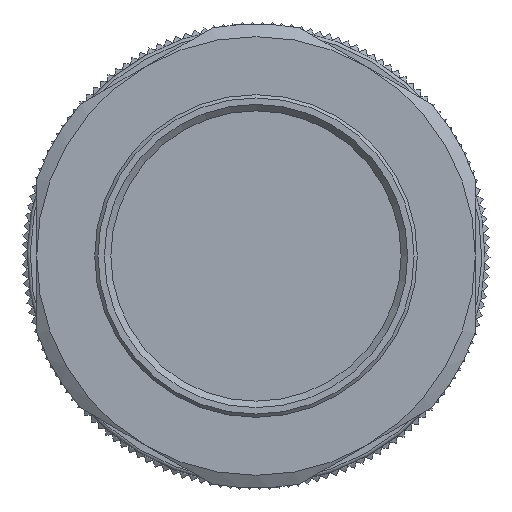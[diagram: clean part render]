
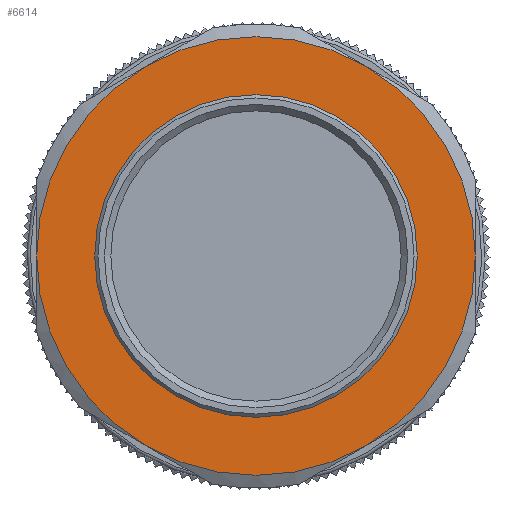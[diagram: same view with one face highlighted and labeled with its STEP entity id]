
A CAD part, front view. The second image highlights one B-rep face of the part: STEP entity #6614.
In plain terms, the highlighted planar face has unit normal (0, -1, 0).
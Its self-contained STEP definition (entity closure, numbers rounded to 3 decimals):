
#708=FACE_BOUND('',#2148,.T.);
#1785=FACE_OUTER_BOUND('',#2147,.T.);
#2147=EDGE_LOOP('',(#4403,#4404,#4405,#4406,#4407,#4408));
#2148=EDGE_LOOP('',(#4409));
#2495=CIRCLE('',#7007,34.);
#2498=CIRCLE('',#7011,34.);
#2500=CIRCLE('',#7014,34.);
#2502=CIRCLE('',#7017,34.);
#2504=CIRCLE('',#7020,34.);
#2511=CIRCLE('',#7037,24.5);
#2512=CIRCLE('',#7039,34.);
#2550=VERTEX_POINT('',#8710);
#2555=VERTEX_POINT('',#8730);
#2560=VERTEX_POINT('',#8750);
#2565=VERTEX_POINT('',#8770);
#2570=VERTEX_POINT('',#8790);
#2575=VERTEX_POINT('',#8810);
#2586=VERTEX_POINT('',#8881);
#3277=EDGE_CURVE('',#2550,#2575,#2495,.T.);
#3280=EDGE_CURVE('',#2575,#2570,#2498,.T.);
#3282=EDGE_CURVE('',#2570,#2565,#2500,.T.);
#3284=EDGE_CURVE('',#2565,#2560,#2502,.T.);
#3286=EDGE_CURVE('',#2560,#2555,#2504,.T.);
#3296=EDGE_CURVE('',#2586,#2586,#2511,.T.);
#3298=EDGE_CURVE('',#2555,#2550,#2512,.T.);
#4403=ORIENTED_EDGE('',*,*,#3298,.F.);
#4404=ORIENTED_EDGE('',*,*,#3286,.F.);
#4405=ORIENTED_EDGE('',*,*,#3284,.F.);
#4406=ORIENTED_EDGE('',*,*,#3282,.F.);
#4407=ORIENTED_EDGE('',*,*,#3280,.F.);
#4408=ORIENTED_EDGE('',*,*,#3277,.F.);
#4409=ORIENTED_EDGE('',*,*,#3296,.T.);
#6265=PLANE('',#7038);
#6614=ADVANCED_FACE('',(#1785,#708),#6265,.T.);
#7007=AXIS2_PLACEMENT_3D('',#8842,#7515,#7516);
#7011=AXIS2_PLACEMENT_3D('',#8846,#7523,#7524);
#7014=AXIS2_PLACEMENT_3D('',#8849,#7529,#7530);
#7017=AXIS2_PLACEMENT_3D('',#8852,#7535,#7536);
#7020=AXIS2_PLACEMENT_3D('',#8855,#7541,#7542);
#7037=AXIS2_PLACEMENT_3D('',#8882,#7578,#7579);
#7038=AXIS2_PLACEMENT_3D('',#8884,#7581,#7582);
#7039=AXIS2_PLACEMENT_3D('',#8885,#7583,#7584);
#7515=DIRECTION('center_axis',(0.,1.,0.));
#7516=DIRECTION('ref_axis',(-1.,0.,0.));
#7523=DIRECTION('center_axis',(0.,1.,0.));
#7524=DIRECTION('ref_axis',(-1.,0.,0.));
#7529=DIRECTION('center_axis',(0.,1.,0.));
#7530=DIRECTION('ref_axis',(-1.,0.,0.));
#7535=DIRECTION('center_axis',(0.,1.,0.));
#7536=DIRECTION('ref_axis',(-1.,0.,0.));
#7541=DIRECTION('center_axis',(0.,1.,0.));
#7542=DIRECTION('ref_axis',(-1.,0.,0.));
#7578=DIRECTION('center_axis',(0.,1.,0.));
#7579=DIRECTION('ref_axis',(-1.,0.,0.));
#7581=DIRECTION('center_axis',(0.,-1.,0.));
#7582=DIRECTION('ref_axis',(0.,0.,-1.));
#7583=DIRECTION('center_axis',(0.,1.,0.));
#7584=DIRECTION('ref_axis',(-1.,0.,0.));
#8710=CARTESIAN_POINT('',(254.749,100.947,319.111));
#8730=CARTESIAN_POINT('',(237.749,100.947,289.666));
#8750=CARTESIAN_POINT('',(254.749,100.947,260.221));
#8770=CARTESIAN_POINT('',(288.749,100.947,260.221));
#8790=CARTESIAN_POINT('',(305.749,100.947,289.666));
#8810=CARTESIAN_POINT('',(288.749,100.947,319.111));
#8842=CARTESIAN_POINT('Origin',(271.749,100.947,289.666));
#8846=CARTESIAN_POINT('Origin',(271.749,100.947,289.666));
#8849=CARTESIAN_POINT('Origin',(271.749,100.947,289.666));
#8852=CARTESIAN_POINT('Origin',(271.749,100.947,289.666));
#8855=CARTESIAN_POINT('Origin',(271.749,100.947,289.666));
#8881=CARTESIAN_POINT('',(296.249,100.947,289.666));
#8882=CARTESIAN_POINT('Origin',(271.749,100.947,289.666));
#8884=CARTESIAN_POINT('Origin',(241.749,100.947,289.666));
#8885=CARTESIAN_POINT('Origin',(271.749,100.947,289.666));
